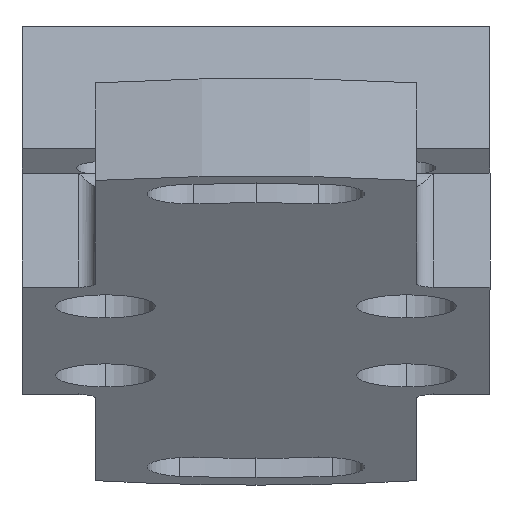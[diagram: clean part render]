
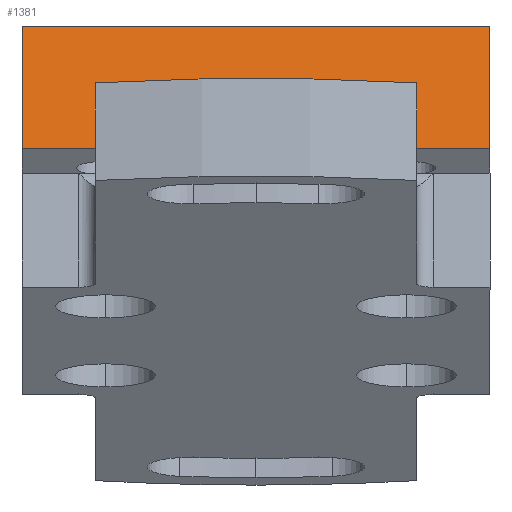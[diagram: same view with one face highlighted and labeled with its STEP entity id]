
A CAD part, left-side view. The second image highlights one B-rep face of the part: STEP entity #1381.
In plain terms, the highlighted face is planar.
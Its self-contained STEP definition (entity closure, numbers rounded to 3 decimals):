
#571=CARTESIAN_POINT('Vertex',(14.,14.,0.)) ;
#576=CARTESIAN_POINT('Line Origine',(14.,0.,0.)) ;
#580=CARTESIAN_POINT('Vertex',(14.,-14.,0.)) ;
#926=CARTESIAN_POINT('Vertex',(14.,14.,7.5)) ;
#942=CARTESIAN_POINT('Vertex',(14.,-14.,7.5)) ;
#945=CARTESIAN_POINT('Line Origine',(14.,0.,7.5)) ;
#1347=CARTESIAN_POINT('Line Origine',(14.,-14.,3.75)) ;
#1365=CARTESIAN_POINT('Axis2P3D Location',(14.,-14.,0.)) ;
#1370=CARTESIAN_POINT('Line Origine',(14.,14.,3.75)) ;
#577=DIRECTION('Vector Direction',(0.,1.,0.)) ;
#946=DIRECTION('Vector Direction',(0.,1.,0.)) ;
#1348=DIRECTION('Vector Direction',(0.,0.,-1.)) ;
#1366=DIRECTION('Axis2P3D Direction',(1.,0.,0.)) ;
#1367=DIRECTION('Axis2P3D XDirection',(0.,1.,0.)) ;
#1371=DIRECTION('Vector Direction',(0.,0.,-1.)) ;
#1368=AXIS2_PLACEMENT_3D('Plane Axis2P3D',#1365,#1366,#1367) ;
#1376=ORIENTED_EDGE('',*,*,#582,.T.) ;
#1377=ORIENTED_EDGE('',*,*,#1374,.F.) ;
#1378=ORIENTED_EDGE('',*,*,#949,.F.) ;
#1379=ORIENTED_EDGE('',*,*,#1351,.T.) ;
#578=VECTOR('Line Direction',#577,1.) ;
#947=VECTOR('Line Direction',#946,1.) ;
#1349=VECTOR('Line Direction',#1348,1.) ;
#1372=VECTOR('Line Direction',#1371,1.) ;
#1381=ADVANCED_FACE('PartBody',(#1380),#1369,.T.) ;
#582=EDGE_CURVE('',#581,#572,#579,.T.) ;
#949=EDGE_CURVE('',#943,#927,#948,.T.) ;
#1351=EDGE_CURVE('',#943,#581,#1350,.T.) ;
#1374=EDGE_CURVE('',#927,#572,#1373,.T.) ;
#1375=EDGE_LOOP('',(#1376,#1377,#1378,#1379)) ;
#1380=FACE_OUTER_BOUND('',#1375,.T.) ;
#579=LINE('Line',#576,#578) ;
#948=LINE('Line',#945,#947) ;
#1350=LINE('Line',#1347,#1349) ;
#1373=LINE('Line',#1370,#1372) ;
#1369=PLANE('Plane',#1368) ;
#572=VERTEX_POINT('',#571) ;
#581=VERTEX_POINT('',#580) ;
#927=VERTEX_POINT('',#926) ;
#943=VERTEX_POINT('',#942) ;
